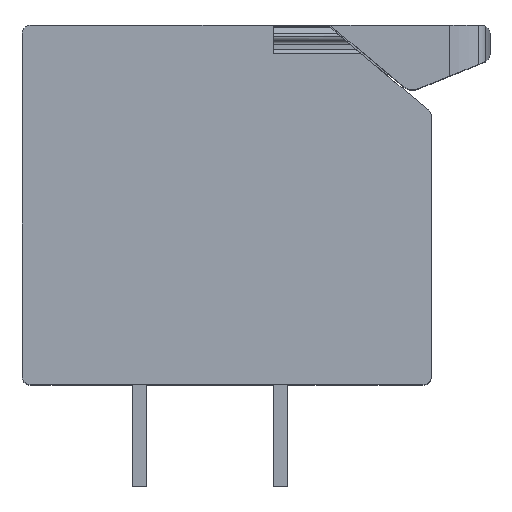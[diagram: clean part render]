
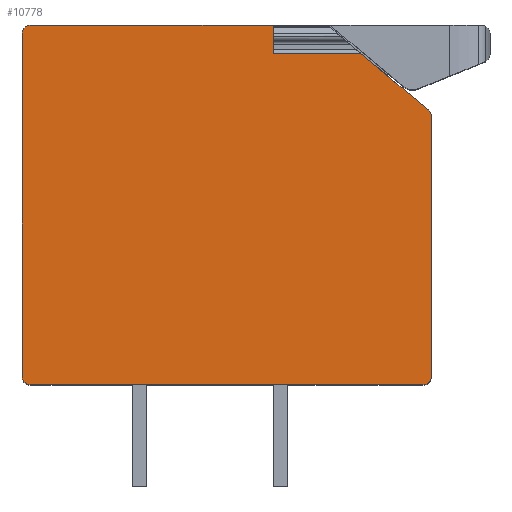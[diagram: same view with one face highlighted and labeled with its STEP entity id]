
A CAD part, top view. The second image highlights one B-rep face of the part: STEP entity #10778.
In plain terms, the highlighted planar face has unit normal (0, 0, 1).
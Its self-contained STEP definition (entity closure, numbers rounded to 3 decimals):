
#102=CIRCLE('',#11326,0.3);
#103=CIRCLE('',#11329,0.3);
#104=CIRCLE('',#11331,0.3);
#108=CIRCLE('',#11337,0.3);
#603=LINE('',#14745,#1451);
#664=LINE('',#14914,#1512);
#697=LINE('',#15030,#1545);
#701=LINE('',#15044,#1549);
#739=LINE('',#15137,#1587);
#764=LINE('',#15187,#1612);
#767=LINE('',#15199,#1615);
#781=LINE('',#15230,#1629);
#782=LINE('',#15232,#1630);
#783=LINE('',#15234,#1631);
#784=LINE('',#15235,#1632);
#1451=VECTOR('',#12206,1000.);
#1512=VECTOR('',#12331,1000.);
#1545=VECTOR('',#12416,1000.);
#1549=VECTOR('',#12426,1000.);
#1587=VECTOR('',#12486,1000.);
#1612=VECTOR('',#12517,1000.);
#1615=VECTOR('',#12532,1000.);
#1629=VECTOR('',#12556,1000.);
#1630=VECTOR('',#12557,1000.);
#1631=VECTOR('',#12558,1000.);
#1632=VECTOR('',#12559,1000.);
#2667=ORIENTED_EDGE('',*,*,#5013,.F.);
#2668=ORIENTED_EDGE('',*,*,#5014,.T.);
#2669=ORIENTED_EDGE('',*,*,#5015,.T.);
#2670=ORIENTED_EDGE('',*,*,#4909,.T.);
#2671=ORIENTED_EDGE('',*,*,#5016,.F.);
#2672=ORIENTED_EDGE('',*,*,#4852,.T.);
#2673=ORIENTED_EDGE('',*,*,#4996,.T.);
#2674=ORIENTED_EDGE('',*,*,#5012,.T.);
#2675=ORIENTED_EDGE('',*,*,#4964,.T.);
#2676=ORIENTED_EDGE('',*,*,#4966,.T.);
#2677=ORIENTED_EDGE('',*,*,#4990,.T.);
#2678=ORIENTED_EDGE('',*,*,#4991,.T.);
#2679=ORIENTED_EDGE('',*,*,#4770,.T.);
#2680=ORIENTED_EDGE('',*,*,#4992,.T.);
#2681=ORIENTED_EDGE('',*,*,#4916,.T.);
#4770=EDGE_CURVE('',#5948,#5947,#603,.T.);
#4852=EDGE_CURVE('',#6024,#6023,#664,.T.);
#4909=EDGE_CURVE('',#6081,#6080,#697,.T.);
#4916=EDGE_CURVE('',#6088,#6087,#701,.T.);
#4964=EDGE_CURVE('',#6126,#6131,#739,.T.);
#4966=EDGE_CURVE('',#6131,#6132,#102,.T.);
#4990=EDGE_CURVE('',#6132,#6153,#764,.T.);
#4991=EDGE_CURVE('',#6153,#5948,#103,.T.);
#4992=EDGE_CURVE('',#5947,#6088,#104,.T.);
#4996=EDGE_CURVE('',#6023,#6156,#767,.T.);
#5012=EDGE_CURVE('',#6156,#6126,#108,.T.);
#5013=EDGE_CURVE('',#6169,#6087,#781,.T.);
#5014=EDGE_CURVE('',#6169,#6170,#782,.T.);
#5015=EDGE_CURVE('',#6170,#6081,#783,.T.);
#5016=EDGE_CURVE('',#6024,#6080,#784,.T.);
#5947=VERTEX_POINT('',#14744);
#5948=VERTEX_POINT('',#14746);
#6023=VERTEX_POINT('',#14913);
#6024=VERTEX_POINT('',#14915);
#6080=VERTEX_POINT('',#15029);
#6081=VERTEX_POINT('',#15031);
#6087=VERTEX_POINT('',#15043);
#6088=VERTEX_POINT('',#15045);
#6126=VERTEX_POINT('',#15124);
#6131=VERTEX_POINT('',#15136);
#6132=VERTEX_POINT('',#15140);
#6153=VERTEX_POINT('',#15186);
#6156=VERTEX_POINT('',#15198);
#6169=VERTEX_POINT('',#15231);
#6170=VERTEX_POINT('',#15233);
#6645=EDGE_LOOP('',(#2667,#2668,#2669,#2670,#2671,#2672,#2673,#2674,#2675,
#2676,#2677,#2678,#2679,#2680,#2681));
#7091=FACE_BOUND('',#6645,.T.);
#7517=PLANE('',#11338);
#10778=ADVANCED_FACE('',(#7091),#7517,.T.);
#11326=AXIS2_PLACEMENT_3D('',#15141,#12490,#12491);
#11329=AXIS2_PLACEMENT_3D('',#15189,#12520,#12521);
#11331=AXIS2_PLACEMENT_3D('',#15191,#12524,#12525);
#11337=AXIS2_PLACEMENT_3D('',#15228,#12552,#12553);
#11338=AXIS2_PLACEMENT_3D('',#15229,#12554,#12555);
#12206=DIRECTION('',(0.,1.,0.));
#12331=DIRECTION('',(0.,1.,0.));
#12416=DIRECTION('',(-0.766,0.643,0.));
#12426=DIRECTION('',(-0.766,0.643,0.));
#12486=DIRECTION('',(0.,-1.,0.));
#12490=DIRECTION('',(0.,0.,1.));
#12491=DIRECTION('',(1.,0.,0.));
#12517=DIRECTION('',(1.,0.,0.));
#12520=DIRECTION('',(0.,0.,1.));
#12521=DIRECTION('',(1.,0.,0.));
#12524=DIRECTION('',(0.,0.,1.));
#12525=DIRECTION('',(1.,0.,0.));
#12532=DIRECTION('',(-1.,0.,0.));
#12552=DIRECTION('',(0.,0.,1.));
#12553=DIRECTION('',(1.,0.,0.));
#12554=DIRECTION('',(0.,0.,1.));
#12555=DIRECTION('',(1.,0.,0.));
#12556=DIRECTION('',(1.,0.,0.));
#12557=DIRECTION('',(0.,1.,0.));
#12558=DIRECTION('',(1.,0.,0.));
#12559=DIRECTION('',(1.,0.,0.));
#14744=CARTESIAN_POINT('',(5.35,9.51,10.5));
#14745=CARTESIAN_POINT('',(5.35,0.3,10.5));
#14746=CARTESIAN_POINT('',(5.35,0.3,10.5));
#14913=CARTESIAN_POINT('',(-0.25,12.75,10.5));
#14914=CARTESIAN_POINT('',(-0.25,0.3,10.5));
#14915=CARTESIAN_POINT('',(-0.25,12.346,10.5));
#15029=CARTESIAN_POINT('',(2.137,12.346,10.5));
#15030=CARTESIAN_POINT('',(5.243,9.74,10.5));
#15031=CARTESIAN_POINT('',(2.141,12.343,10.5));
#15043=CARTESIAN_POINT('',(2.847,11.75,10.5));
#15044=CARTESIAN_POINT('',(5.243,9.74,10.5));
#15045=CARTESIAN_POINT('',(5.243,9.74,10.5));
#15124=CARTESIAN_POINT('',(-9.15,12.45,10.5));
#15136=CARTESIAN_POINT('',(-9.15,0.3,10.5));
#15137=CARTESIAN_POINT('',(-9.15,12.45,10.5));
#15140=CARTESIAN_POINT('',(-8.85,0.,10.5));
#15141=CARTESIAN_POINT('',(-8.85,0.3,10.5));
#15186=CARTESIAN_POINT('',(5.05,0.,10.5));
#15187=CARTESIAN_POINT('',(-8.85,0.,10.5));
#15189=CARTESIAN_POINT('',(5.05,0.3,10.5));
#15191=CARTESIAN_POINT('',(5.05,9.51,10.5));
#15198=CARTESIAN_POINT('',(-8.85,12.75,10.5));
#15199=CARTESIAN_POINT('',(1.656,12.75,10.5));
#15228=CARTESIAN_POINT('',(-8.85,12.45,10.5));
#15229=CARTESIAN_POINT('',(-8.85,0.3,10.5));
#15230=CARTESIAN_POINT('',(-8.85,11.75,10.5));
#15231=CARTESIAN_POINT('',(-0.25,11.75,10.5));
#15232=CARTESIAN_POINT('',(-0.25,0.3,10.5));
#15233=CARTESIAN_POINT('',(-0.25,12.343,10.5));
#15234=CARTESIAN_POINT('',(-0.25,12.343,10.5));
#15235=CARTESIAN_POINT('',(-0.25,12.346,10.5));
